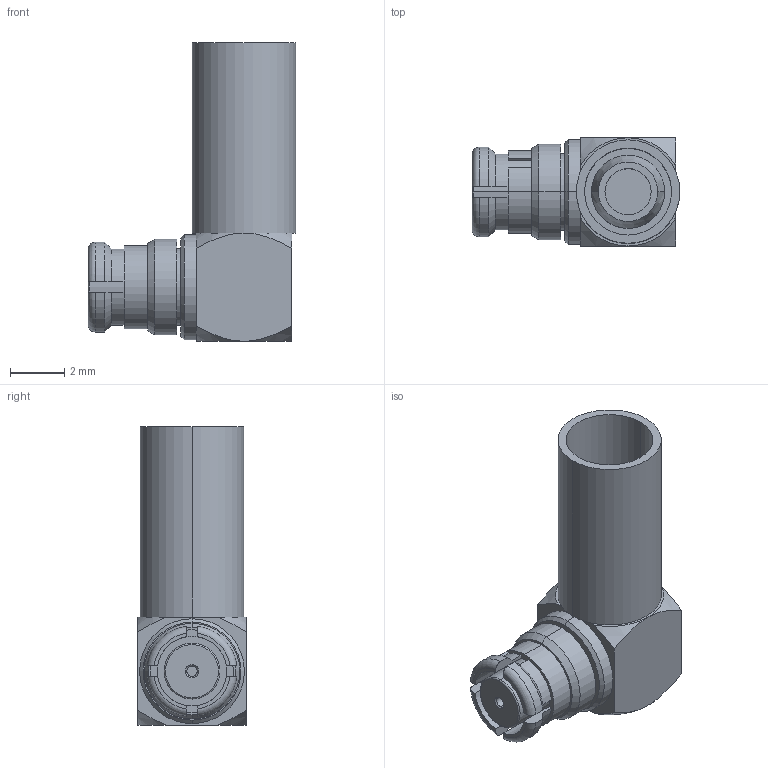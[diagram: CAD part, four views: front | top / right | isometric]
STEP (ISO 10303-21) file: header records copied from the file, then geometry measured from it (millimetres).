
FILE_DESCRIPTION (( 'STEP AP214' ), '1' );
FILE_NAME ('FMCO1055_3D.step', '2023-05-31T17:49:05', ( '' ), ( '' ), 'SwSTEP 2.0', 'SolidWorks 2022', '' );
FILE_SCHEMA (( 'AUTOMOTIVE_DESIGN' ));
Length unit declared in the file: inch
Products named in the file (1): FMCO1055_3D
Bounding box: 7.65 x 3.99 x 11 mm (x, y, z)
Volume: 120.5 mm3; surface area: 380.7 mm2
Topology: 2 solids, 2 shells, 88 faces, 214 edges, 138 vertices
Faces by surface type: cylinder 31, plane 31, cone 20, torus 6
Entity records: 2847 total; most frequent: CARTESIAN_POINT 695, DIRECTION 456, ORIENTED_EDGE 428, EDGE_CURVE 214, AXIS2_PLACEMENT_3D 185, VERTEX_POINT 138, EDGE_LOOP 98, CIRCLE 96
